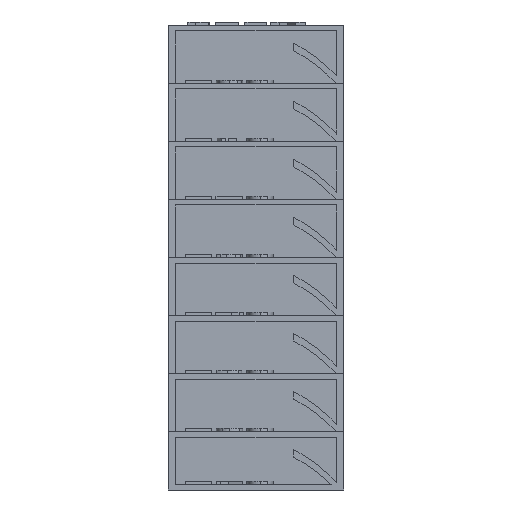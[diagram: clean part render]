
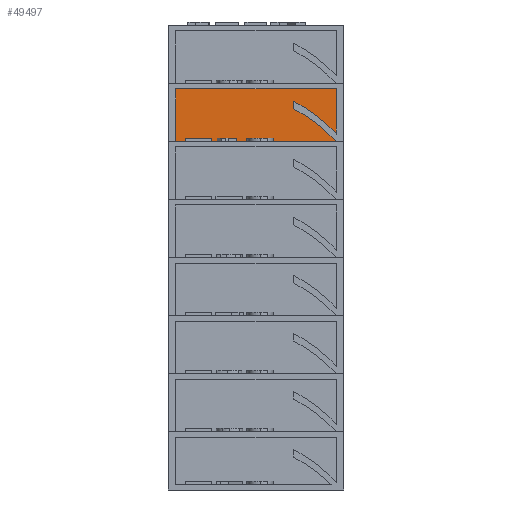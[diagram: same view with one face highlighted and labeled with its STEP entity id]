
A CAD part, front view. The second image highlights one B-rep face of the part: STEP entity #49497.
In plain terms, the highlighted planar face has unit normal (0, -1, 0).
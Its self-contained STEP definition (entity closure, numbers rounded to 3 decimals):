
#48554 = PLANE('',#48555);
#48555 = AXIS2_PLACEMENT_3D('',#48556,#48557,#48558);
#48556 = CARTESIAN_POINT('',(0.,2.331,59.4));
#48557 = DIRECTION('',(0.,0.,1.));
#48558 = DIRECTION('',(1.,0.,0.));
#48691 = VERTEX_POINT('',#48692);
#48692 = CARTESIAN_POINT('',(13.7,3.7,59.4));
#48706 = PLANE('',#48707);
#48707 = AXIS2_PLACEMENT_3D('',#48708,#48709,#48710);
#48708 = CARTESIAN_POINT('',(13.7,-5.,59.4));
#48709 = DIRECTION('',(-1.,0.,0.));
#48710 = DIRECTION('',(0.,1.,0.));
#48718 = EDGE_CURVE('',#48691,#48719,#48721,.T.);
#48719 = VERTEX_POINT('',#48720);
#48720 = CARTESIAN_POINT('',(-13.7,3.7,59.4));
#48721 = SURFACE_CURVE('',#48722,(#48726,#48733),.PCURVE_S1.);
#48722 = LINE('',#48723,#48724);
#48723 = CARTESIAN_POINT('',(13.7,3.7,59.4));
#48724 = VECTOR('',#48725,1.);
#48725 = DIRECTION('',(-1.,0.,0.));
#48726 = PCURVE('',#48554,#48727);
#48727 = DEFINITIONAL_REPRESENTATION('',(#48728),#48732);
#48728 = LINE('',#48729,#48730);
#48729 = CARTESIAN_POINT('',(13.7,1.369));
#48730 = VECTOR('',#48731,1.);
#48731 = DIRECTION('',(-1.,0.));
#48732 = ( GEOMETRIC_REPRESENTATION_CONTEXT(2) 
PARAMETRIC_REPRESENTATION_CONTEXT() REPRESENTATION_CONTEXT('2D SPACE',''
  ) );
#48733 = PCURVE('',#48734,#48739);
#48734 = PLANE('',#48735);
#48735 = AXIS2_PLACEMENT_3D('',#48736,#48737,#48738);
#48736 = CARTESIAN_POINT('',(13.7,3.7,59.4));
#48737 = DIRECTION('',(0.,-1.,0.));
#48738 = DIRECTION('',(-1.,0.,0.));
#48739 = DEFINITIONAL_REPRESENTATION('',(#48740),#48744);
#48740 = LINE('',#48741,#48742);
#48741 = CARTESIAN_POINT('',(0.,-0.));
#48742 = VECTOR('',#48743,1.);
#48743 = DIRECTION('',(1.,0.));
#48744 = ( GEOMETRIC_REPRESENTATION_CONTEXT(2) 
PARAMETRIC_REPRESENTATION_CONTEXT() REPRESENTATION_CONTEXT('2D SPACE',''
  ) );
#48762 = PLANE('',#48763);
#48763 = AXIS2_PLACEMENT_3D('',#48764,#48765,#48766);
#48764 = CARTESIAN_POINT('',(-13.7,3.7,59.4));
#48765 = DIRECTION('',(1.,0.,0.));
#48766 = DIRECTION('',(0.,-1.,0.));
#49047 = PLANE('',#49048);
#49048 = AXIS2_PLACEMENT_3D('',#49049,#49050,#49051);
#49049 = CARTESIAN_POINT('',(0.,0.,68.4));
#49050 = DIRECTION('',(0.,0.,1.));
#49051 = DIRECTION('',(1.,0.,0.));
#49454 = VERTEX_POINT('',#49455);
#49455 = CARTESIAN_POINT('',(13.7,3.7,68.4));
#49476 = EDGE_CURVE('',#48691,#49454,#49477,.T.);
#49477 = SURFACE_CURVE('',#49478,(#49482,#49489),.PCURVE_S1.);
#49478 = LINE('',#49479,#49480);
#49479 = CARTESIAN_POINT('',(13.7,3.7,59.4));
#49480 = VECTOR('',#49481,1.);
#49481 = DIRECTION('',(0.,0.,1.));
#49482 = PCURVE('',#48706,#49483);
#49483 = DEFINITIONAL_REPRESENTATION('',(#49484),#49488);
#49484 = LINE('',#49485,#49486);
#49485 = CARTESIAN_POINT('',(8.7,0.));
#49486 = VECTOR('',#49487,1.);
#49487 = DIRECTION('',(0.,-1.));
#49488 = ( GEOMETRIC_REPRESENTATION_CONTEXT(2) 
PARAMETRIC_REPRESENTATION_CONTEXT() REPRESENTATION_CONTEXT('2D SPACE',''
  ) );
#49489 = PCURVE('',#48734,#49490);
#49490 = DEFINITIONAL_REPRESENTATION('',(#49491),#49495);
#49491 = LINE('',#49492,#49493);
#49492 = CARTESIAN_POINT('',(0.,-0.));
#49493 = VECTOR('',#49494,1.);
#49494 = DIRECTION('',(0.,-1.));
#49495 = ( GEOMETRIC_REPRESENTATION_CONTEXT(2) 
PARAMETRIC_REPRESENTATION_CONTEXT() REPRESENTATION_CONTEXT('2D SPACE',''
  ) );
#49497 = ADVANCED_FACE('',(#49498),#48734,.T.);
#49498 = FACE_BOUND('',#49499,.T.);
#49499 = EDGE_LOOP('',(#49500,#49501,#49502,#49525));
#49500 = ORIENTED_EDGE('',*,*,#48718,.F.);
#49501 = ORIENTED_EDGE('',*,*,#49476,.T.);
#49502 = ORIENTED_EDGE('',*,*,#49503,.T.);
#49503 = EDGE_CURVE('',#49454,#49504,#49506,.T.);
#49504 = VERTEX_POINT('',#49505);
#49505 = CARTESIAN_POINT('',(-13.7,3.7,68.4));
#49506 = SURFACE_CURVE('',#49507,(#49511,#49518),.PCURVE_S1.);
#49507 = LINE('',#49508,#49509);
#49508 = CARTESIAN_POINT('',(6.85,3.7,68.4));
#49509 = VECTOR('',#49510,1.);
#49510 = DIRECTION('',(-1.,0.,0.));
#49511 = PCURVE('',#48734,#49512);
#49512 = DEFINITIONAL_REPRESENTATION('',(#49513),#49517);
#49513 = LINE('',#49514,#49515);
#49514 = CARTESIAN_POINT('',(6.85,-9.));
#49515 = VECTOR('',#49516,1.);
#49516 = DIRECTION('',(1.,0.));
#49517 = ( GEOMETRIC_REPRESENTATION_CONTEXT(2) 
PARAMETRIC_REPRESENTATION_CONTEXT() REPRESENTATION_CONTEXT('2D SPACE',''
  ) );
#49518 = PCURVE('',#49047,#49519);
#49519 = DEFINITIONAL_REPRESENTATION('',(#49520),#49524);
#49520 = LINE('',#49521,#49522);
#49521 = CARTESIAN_POINT('',(6.85,3.7));
#49522 = VECTOR('',#49523,1.);
#49523 = DIRECTION('',(-1.,0.));
#49524 = ( GEOMETRIC_REPRESENTATION_CONTEXT(2) 
PARAMETRIC_REPRESENTATION_CONTEXT() REPRESENTATION_CONTEXT('2D SPACE',''
  ) );
#49525 = ORIENTED_EDGE('',*,*,#49526,.F.);
#49526 = EDGE_CURVE('',#48719,#49504,#49527,.T.);
#49527 = SURFACE_CURVE('',#49528,(#49532,#49539),.PCURVE_S1.);
#49528 = LINE('',#49529,#49530);
#49529 = CARTESIAN_POINT('',(-13.7,3.7,59.4));
#49530 = VECTOR('',#49531,1.);
#49531 = DIRECTION('',(0.,0.,1.));
#49532 = PCURVE('',#48734,#49533);
#49533 = DEFINITIONAL_REPRESENTATION('',(#49534),#49538);
#49534 = LINE('',#49535,#49536);
#49535 = CARTESIAN_POINT('',(27.4,0.));
#49536 = VECTOR('',#49537,1.);
#49537 = DIRECTION('',(0.,-1.));
#49538 = ( GEOMETRIC_REPRESENTATION_CONTEXT(2) 
PARAMETRIC_REPRESENTATION_CONTEXT() REPRESENTATION_CONTEXT('2D SPACE',''
  ) );
#49539 = PCURVE('',#48762,#49540);
#49540 = DEFINITIONAL_REPRESENTATION('',(#49541),#49545);
#49541 = LINE('',#49542,#49543);
#49542 = CARTESIAN_POINT('',(0.,0.));
#49543 = VECTOR('',#49544,1.);
#49544 = DIRECTION('',(0.,-1.));
#49545 = ( GEOMETRIC_REPRESENTATION_CONTEXT(2) 
PARAMETRIC_REPRESENTATION_CONTEXT() REPRESENTATION_CONTEXT('2D SPACE',''
  ) );
